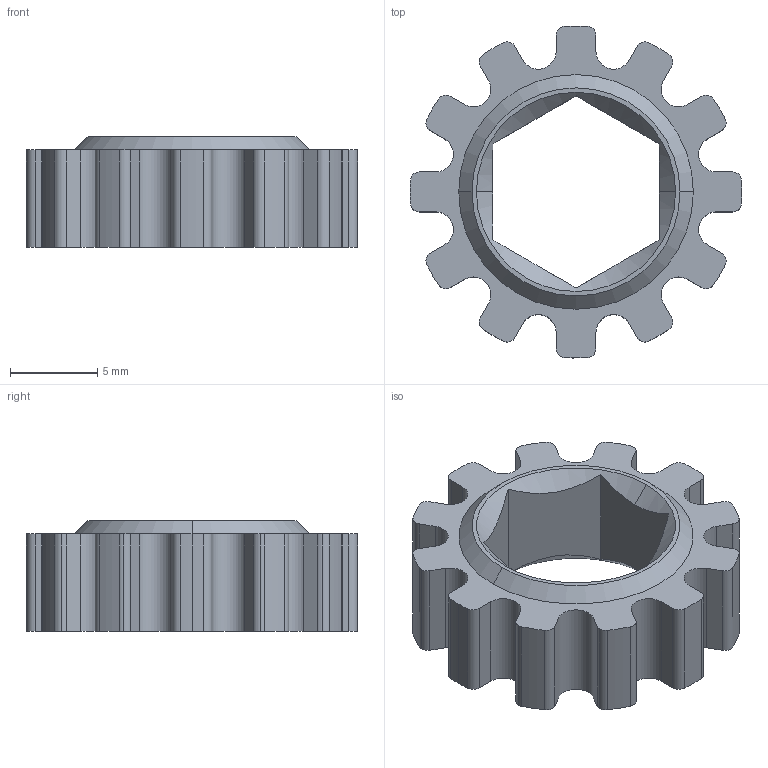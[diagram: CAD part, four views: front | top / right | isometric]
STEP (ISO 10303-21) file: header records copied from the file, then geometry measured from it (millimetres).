
FILE_DESCRIPTION (( 'STEP AP214' ), '1' );
FILE_NAME ('am-5655 375in Hex 3D Print Insert.STEP', '2025-06-05T19:35:07', ( '' ), ( '' ), 'SwSTEP 2.0', 'SolidWorks 2024', '' );
FILE_SCHEMA (( 'AUTOMOTIVE_DESIGN' ));
Length unit declared in the file: inch
Products named in the file (1): am-5655 375in Hex 3D Print Insert
Bounding box: 19.05 x 19.04 x 6.35 mm (x, y, z)
Volume: 868.7 mm3; surface area: 997.3 mm2
Topology: 1 solids, 1 shells, 96 faces, 279 edges, 186 vertices
Faces by surface type: cylinder 57, plane 33, cone 6
Entity records: 3352 total; most frequent: CARTESIAN_POINT 690, DIRECTION 579, ORIENTED_EDGE 558, EDGE_CURVE 279, AXIS2_PLACEMENT_3D 219, VERTEX_POINT 186, VECTOR 141, LINE 141
